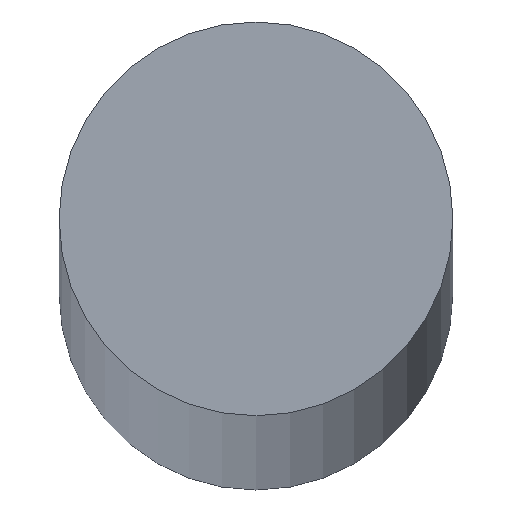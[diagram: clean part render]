
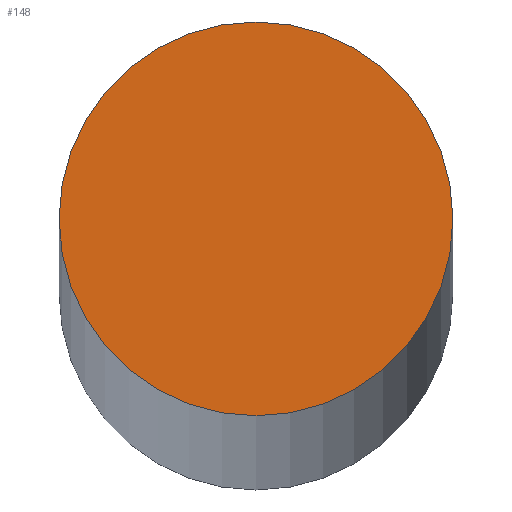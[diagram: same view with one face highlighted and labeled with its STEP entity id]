
A CAD part, top view. The second image highlights one B-rep face of the part: STEP entity #148.
In plain terms, the highlighted planar face has unit normal (0, 0, 1).
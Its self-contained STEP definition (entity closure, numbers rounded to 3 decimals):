
#6 = DIRECTION ( 'NONE',  ( 0., 0., 1. ) ) ;
#8 = CARTESIAN_POINT ( 'NONE',  ( -0.5, 0., 108. ) ) ;
#27 = CARTESIAN_POINT ( 'NONE',  ( 0., 0., 108. ) ) ;
#39 = CARTESIAN_POINT ( 'NONE',  ( 0., 0., 108. ) ) ;
#43 = AXIS2_PLACEMENT_3D ( 'NONE', #27, #116, #119 ) ;
#55 = CIRCLE ( 'NONE', #43, 0.5 ) ;
#56 = VERTEX_POINT ( 'NONE', #8 ) ;
#60 = DIRECTION ( 'NONE',  ( 1., 0., 0. ) ) ;
#70 = PLANE ( 'NONE',  #88 ) ;
#77 = DIRECTION ( 'NONE',  ( 1., 0., 0. ) ) ;
#80 = EDGE_CURVE ( 'NONE', #97, #56, #55, .T. ) ;
#83 = ORIENTED_EDGE ( 'NONE', *, *, #80, .T. ) ;
#88 = AXIS2_PLACEMENT_3D ( 'NONE', #125, #6, #60 ) ;
#97 = VERTEX_POINT ( 'NONE', #107 ) ;
#107 = CARTESIAN_POINT ( 'NONE',  ( 0.5, 0., 108. ) ) ;
#109 = EDGE_LOOP ( 'NONE', ( #171, #83 ) ) ;
#113 = FACE_OUTER_BOUND ( 'NONE', #109, .T. ) ;
#116 = DIRECTION ( 'NONE',  ( 0., 0., 1. ) ) ;
#119 = DIRECTION ( 'NONE',  ( 1., 0., 0. ) ) ;
#125 = CARTESIAN_POINT ( 'NONE',  ( 0., 0., 108. ) ) ;
#129 = EDGE_CURVE ( 'NONE', #56, #97, #160, .T. ) ;
#142 = DIRECTION ( 'NONE',  ( 0., 0., 1. ) ) ;
#143 = AXIS2_PLACEMENT_3D ( 'NONE', #39, #142, #77 ) ;
#148 = ADVANCED_FACE ( 'NONE', ( #113 ), #70, .T. ) ;
#160 = CIRCLE ( 'NONE', #143, 0.5 ) ;
#171 = ORIENTED_EDGE ( 'NONE', *, *, #129, .T. ) ;
